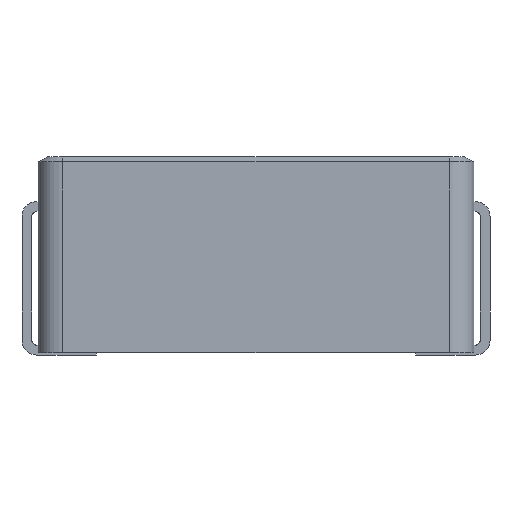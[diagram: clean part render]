
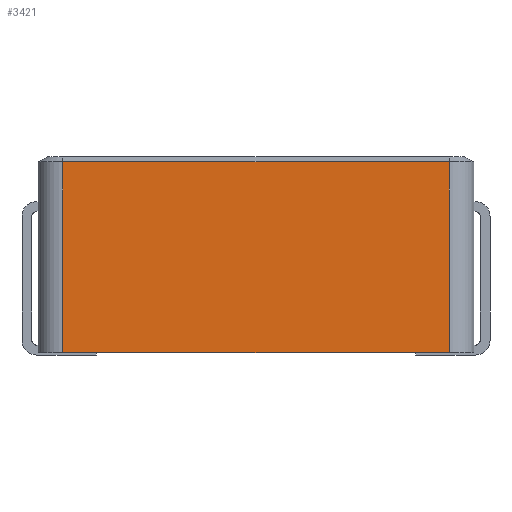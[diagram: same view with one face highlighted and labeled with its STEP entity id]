
A CAD part, front view. The second image highlights one B-rep face of the part: STEP entity #3421.
In plain terms, the highlighted planar face has unit normal (0, -1, 0).
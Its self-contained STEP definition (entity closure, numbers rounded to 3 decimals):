
#473=ORIENTED_EDGE('',*,*,#1043,.F.);
#474=ORIENTED_EDGE('',*,*,#1010,.T.);
#475=ORIENTED_EDGE('',*,*,#1033,.T.);
#476=ORIENTED_EDGE('',*,*,#1064,.T.);
#1010=EDGE_CURVE('',#1314,#1312,#1582,.T.);
#1033=EDGE_CURVE('',#1312,#1328,#1597,.T.);
#1043=EDGE_CURVE('',#1314,#1335,#1604,.T.);
#1064=EDGE_CURVE('',#1328,#1335,#1624,.T.);
#1312=VERTEX_POINT('',#4962);
#1314=VERTEX_POINT('',#4965);
#1328=VERTEX_POINT('',#5010);
#1335=VERTEX_POINT('',#5030);
#1582=LINE('',#4964,#1886);
#1597=LINE('',#5009,#1901);
#1604=LINE('',#5029,#1908);
#1624=LINE('',#5067,#1928);
#1886=VECTOR('',#3926,1000.);
#1901=VECTOR('',#3973,1000.);
#1908=VECTOR('',#3992,1000.);
#1928=VECTOR('',#4022,1000.);
#2094=EDGE_LOOP('',(#473,#474,#475,#476));
#2240=FACE_BOUND('',#2094,.T.);
#2366=PLANE('',#3563);
#3421=ADVANCED_FACE('',(#2240),#2366,.F.);
#3563=AXIS2_PLACEMENT_3D('',#5066,#4020,#4021);
#3926=DIRECTION('',(-1.,0.,0.));
#3973=DIRECTION('',(0.,0.,-1.));
#3992=DIRECTION('',(0.,0.,-1.));
#4020=DIRECTION('',(0.,1.,0.));
#4021=DIRECTION('',(-1.,0.,0.));
#4022=DIRECTION('',(1.,0.,0.));
#4962=CARTESIAN_POINT('',(-3.9,-4.1,3.85));
#4964=CARTESIAN_POINT('',(-3.9,-4.1,3.85));
#4965=CARTESIAN_POINT('',(3.9,-4.1,3.85));
#5009=CARTESIAN_POINT('',(-3.9,-4.1,3.95));
#5010=CARTESIAN_POINT('',(-3.9,-4.1,0.));
#5029=CARTESIAN_POINT('',(3.9,-4.1,3.95));
#5030=CARTESIAN_POINT('',(3.9,-4.1,0.));
#5066=CARTESIAN_POINT('',(-4.4,-4.1,3.95));
#5067=CARTESIAN_POINT('',(-4.4,-4.1,0.));
